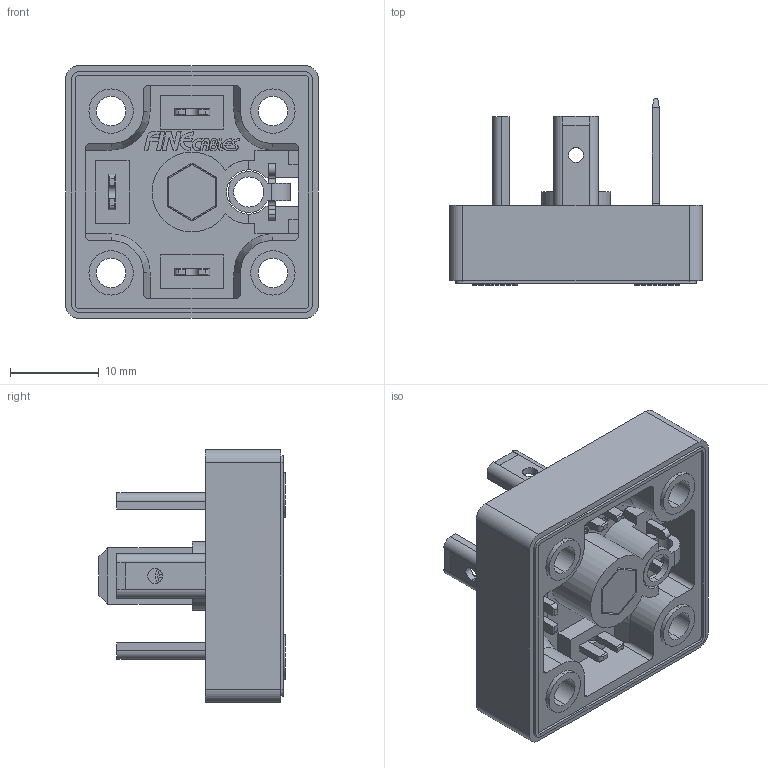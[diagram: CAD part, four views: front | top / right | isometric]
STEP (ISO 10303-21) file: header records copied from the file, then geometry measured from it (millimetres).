
FILE_DESCRIPTION (( 'STEP AP203' ), '1' );
FILE_NAME ('P443.STEP', '2020-04-16T01:46:47', ( 'edpusr' ), ( 'Microsoft' ), 'SwSTEP 2.0', 'SolidWorks 2015', '' );
FILE_SCHEMA (( 'CONFIG_CONTROL_DESIGN' ));
Length unit declared in the file: millimetre
Products named in the file (1): P443
Bounding box: 28.5 x 21 x 28.5 mm (x, y, z)
Volume: 4480.8 mm3; surface area: 5688.7 mm2
Topology: 5 solids, 5 shells, 709 faces, 1923 edges, 1269 vertices
Faces by surface type: plane 486, cylinder 215, cone 8
Entity records: 22323 total; most frequent: CARTESIAN_POINT 3969, ORIENTED_EDGE 3838, DIRECTION 3752, EDGE_CURVE 1919, LINE 1458, VECTOR 1458, VERTEX_POINT 1268, AXIS2_PLACEMENT_3D 1147
